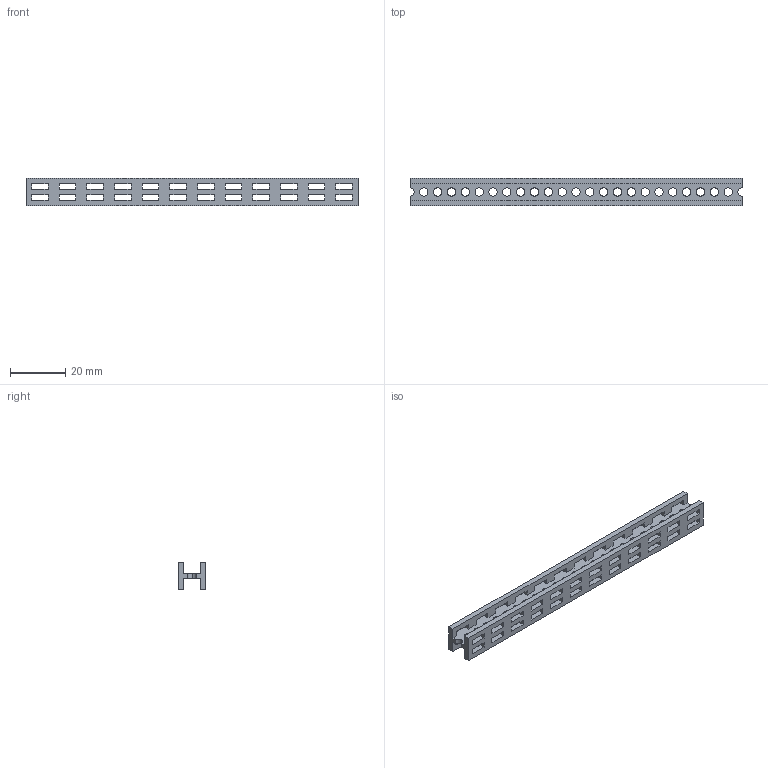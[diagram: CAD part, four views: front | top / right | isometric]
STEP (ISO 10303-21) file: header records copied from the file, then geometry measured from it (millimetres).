
FILE_DESCRIPTION (( 'STEP AP203' ), '1' );
FILE_NAME ('Beam 120.STEP', '2017-02-03T08:47:01', ( '' ), ( '' ), 'SwSTEP 2.0', 'SolidWorks 2015', '' );
FILE_SCHEMA (( 'CONFIG_CONTROL_DESIGN' ));
Length unit declared in the file: millimetre
Products named in the file (1): Beam 120
Bounding box: 120 x 10 x 10 mm (x, y, z)
Volume: 4748.7 mm3; surface area: 7309.1 mm2
Topology: 1 solids, 1 shells, 209 faces, 765 edges, 510 vertices
Faces by surface type: plane 160, cylinder 49
Entity records: 8418 total; most frequent: ORIENTED_EDGE 1530, CARTESIAN_POINT 1485, DIRECTION 1283, EDGE_CURVE 765, LINE 667, VECTOR 667, VERTEX_POINT 510, AXIS2_PLACEMENT_3D 308
